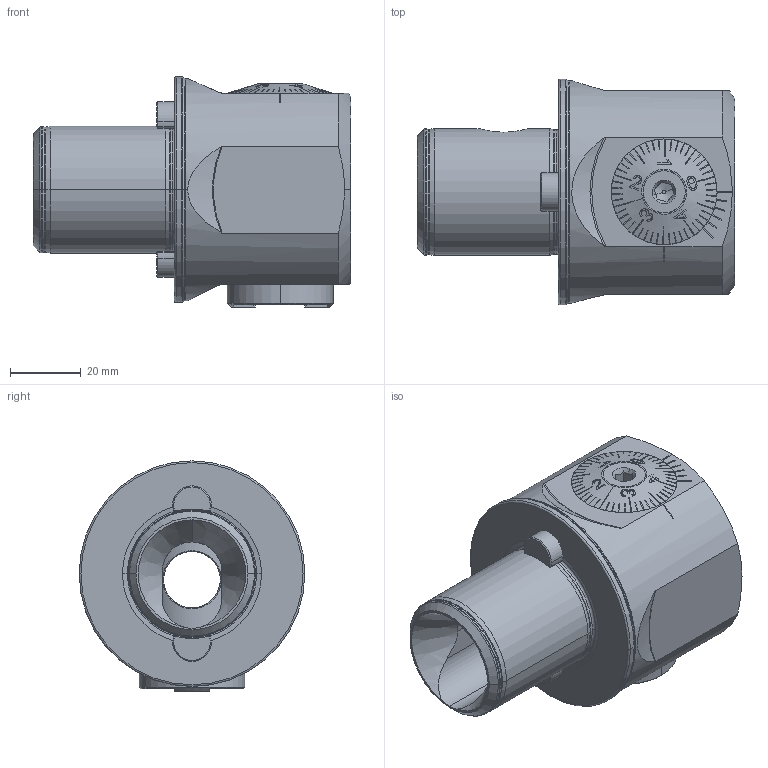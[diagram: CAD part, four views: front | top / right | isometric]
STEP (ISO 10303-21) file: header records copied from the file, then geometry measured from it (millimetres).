
FILE_DESCRIPTION (( 'STEP AP203' ), '1' );
FILE_NAME ('205.064.025.050.STEP', '2024-12-11T07:16:04', ( '' ), ( '' ), 'SwSTEP 2.0', 'SolidWorks 2022', '' );
FILE_SCHEMA (( 'CONFIG_CONTROL_DESIGN' ));
Length unit declared in the file: millimetre
Products named in the file (17): 205.064.025.050; A55-BG3.011.033_A_gekürzt; AV6-BG1.DA3.052_A; A55-BG2.011.016_F; ISO 4026 - M10 x 10_PreviewCfg; ISO 4026 - M10 x 18; DIN 7984 - M3 x 8_DIN 7984 - M3 x 5; DIN 3771 - 25x1.5; AV6-BG2.014.011_B_Abgedreht; A55-BG2.012.006_B; AV6-BG3.003.014_A_mit Gewinde; ISO 4026 - M5 x 16; ST6-ER2.001.012_A; Klebstoff D10; AV6-BG1.AA4.052; ST6-AV6.AA3.050_A; A55-BG2.013.005_C
Assembly tree (17 placements, depth 3):
  205.064.025.050
    ST6-AV6.AA3.050_A
    AV6-BG1.AA4.052
      AV6-BG1.DA3.052_A
      AV6-BG3.003.014_A_mit Gewinde
      A55-BG2.011.016_F
      AV6-BG2.014.011_B_Abgedreht
      A55-BG2.013.005_C
      DIN 3771 - 25x1.5
      A55-BG2.012.006_B
      ISO 4026 - M5 x 16
      ISO 4026 - M10 x 18
    A55-BG3.011.033_A_gekürzt
    Klebstoff D10
    ISO 4026 - M10 x 10_PreviewCfg
    DIN 7984 - M3 x 8_DIN 7984 - M3 x 5
    ST6-ER2.001.012_A  x2
Bounding box: 90 x 64 x 65.31 mm (x, y, z)
Volume: 153597.4 mm3; surface area: 47276.8 mm2
Topology: 16 solids, 16 shells, 814 faces, 2073 edges, 1300 vertices
Faces by surface type: plane 341, cone 208, cylinder 147, torus 74, bspline 44
Entity records: 31192 total; most frequent: CARTESIAN_POINT 10915, ORIENTED_EDGE 4042, DIRECTION 3604, EDGE_CURVE 2021, AXIS2_PLACEMENT_3D 1398, VERTEX_POINT 1274, EDGE_LOOP 841, LINE 808
